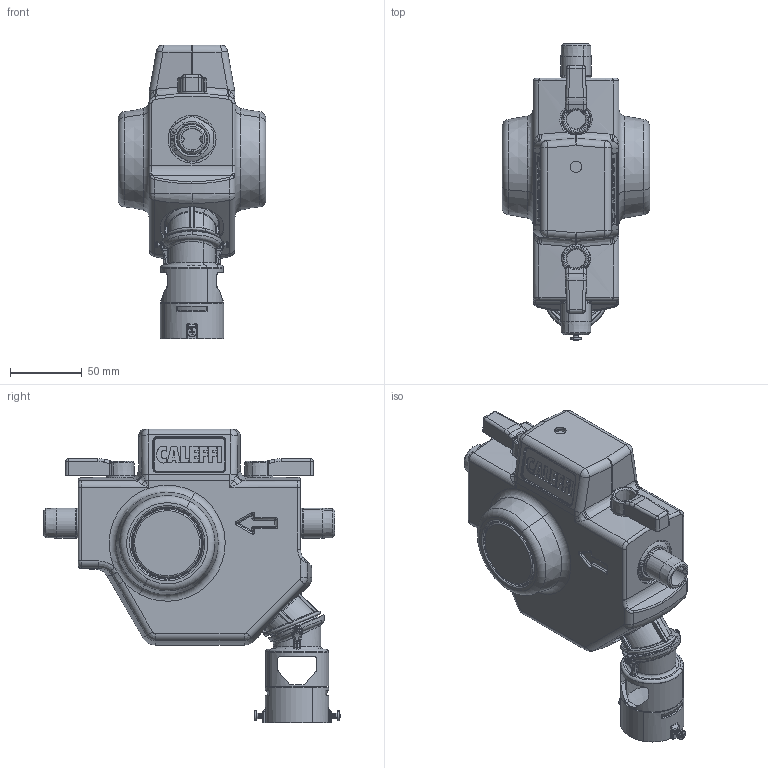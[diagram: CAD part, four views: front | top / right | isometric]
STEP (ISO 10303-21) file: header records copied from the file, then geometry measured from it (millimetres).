
FILE_DESCRIPTION(('CATIA V5 STEP Exchange'),'2;1');
FILE_NAME('STEP_580011_-_TST.stp','2019-01-10T13:09:12+00:00',('none'),('none'),'CATIA Version 5-6 Release 2016 SP4','CATIA V5 STEP AP203','none');
FILE_SCHEMA(('CONFIG_CONTROL_DESIGN'));
Products named in the file (1): 580011 - TST
Bounding box: 103 x 206.62 x 205.11 mm (x, y, z)
Volume: 1185087.2 mm3; surface area: 143929.2 mm2
Topology: 1 solids, 17 shells, 2020 faces, 5048 edges, 3054 vertices
Faces by surface type: plane 655, bspline 450, cylinder 446, torus 211, cone 168, sphere 50, revolution 20, extrusion 20
Entity records: 84742 total; most frequent: CARTESIAN_POINT 44784, ORIENTED_EDGE 9936, DIRECTION 5084, EDGE_CURVE 4968, VERTEX_POINT 3054, AXIS2_PLACEMENT_3D 2335, B_SPLINE_CURVE_WITH_KNOTS 2274, EDGE_LOOP 2118
